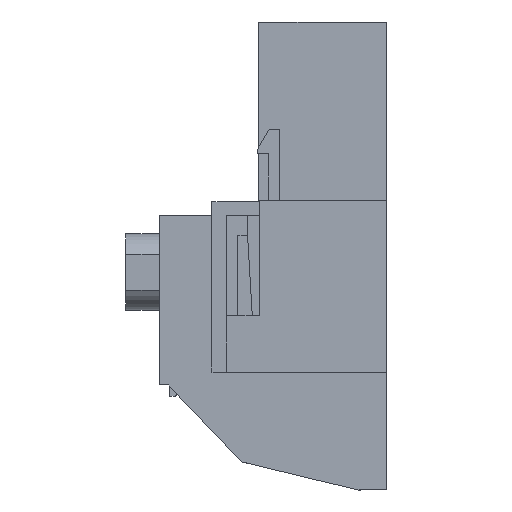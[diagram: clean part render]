
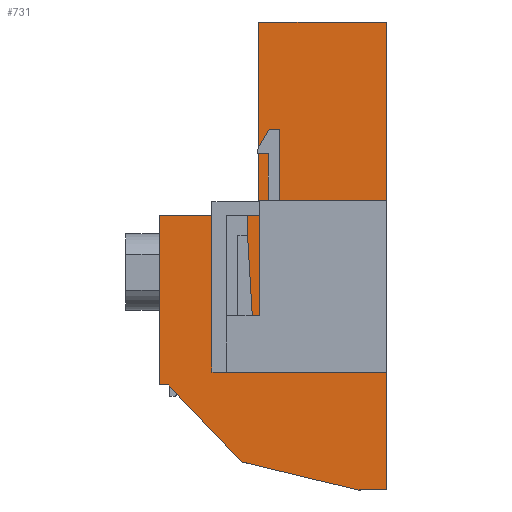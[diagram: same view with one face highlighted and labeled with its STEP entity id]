
A CAD part, left-side view. The second image highlights one B-rep face of the part: STEP entity #731.
In plain terms, the highlighted planar face has unit normal (-1, 0, 0).
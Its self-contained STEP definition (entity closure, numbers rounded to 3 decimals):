
#655=AXIS2_PLACEMENT_3D('Plane Axis2P3D',#652,#653,#654) ;
#180=CARTESIAN_POINT('Vertex',(7.62,0.,0.)) ;
#183=CARTESIAN_POINT('Line Origine',(7.62,1.25,0.)) ;
#187=CARTESIAN_POINT('Vertex',(7.62,2.5,0.)) ;
#316=CARTESIAN_POINT('Line Origine',(7.62,7.675,1.25)) ;
#320=CARTESIAN_POINT('Vertex',(7.62,12.85,2.5)) ;
#458=CARTESIAN_POINT('Vertex',(7.62,0.,41.45)) ;
#461=CARTESIAN_POINT('Line Origine',(7.62,0.,33.55)) ;
#465=CARTESIAN_POINT('Vertex',(7.62,0.,25.65)) ;
#472=CARTESIAN_POINT('Vertex',(7.62,0.,12.13)) ;
#475=CARTESIAN_POINT('Line Origine',(7.62,0.,6.065)) ;
#652=CARTESIAN_POINT('Axis2P3D Location',(7.62,0.,41.45)) ;
#657=CARTESIAN_POINT('Line Origine',(7.62,5.625,12.13)) ;
#661=CARTESIAN_POINT('Vertex',(7.62,11.25,12.13)) ;
#664=CARTESIAN_POINT('Line Origine',(7.62,11.25,18.89)) ;
#668=CARTESIAN_POINT('Vertex',(7.62,11.25,25.65)) ;
#671=CARTESIAN_POINT('Line Origine',(7.62,5.625,25.65)) ;
#676=CARTESIAN_POINT('Line Origine',(7.62,5.65,41.45)) ;
#680=CARTESIAN_POINT('Vertex',(7.62,11.3,41.45)) ;
#683=CARTESIAN_POINT('Line Origine',(7.62,11.3,32.875)) ;
#687=CARTESIAN_POINT('Vertex',(7.62,11.3,24.3)) ;
#690=CARTESIAN_POINT('Line Origine',(7.62,15.7,24.3)) ;
#694=CARTESIAN_POINT('Vertex',(7.62,20.1,24.3)) ;
#697=CARTESIAN_POINT('Line Origine',(7.62,20.1,16.8)) ;
#701=CARTESIAN_POINT('Vertex',(7.62,20.1,9.3)) ;
#704=CARTESIAN_POINT('Line Origine',(7.62,19.7,9.3)) ;
#708=CARTESIAN_POINT('Vertex',(7.62,19.3,9.3)) ;
#711=CARTESIAN_POINT('Line Origine',(7.62,16.075,5.9)) ;
#184=DIRECTION('Vector Direction',(0.,-1.,0.)) ;
#317=DIRECTION('Vector Direction',(0.,-0.972,-0.235)) ;
#462=DIRECTION('Vector Direction',(0.,0.,-1.)) ;
#476=DIRECTION('Vector Direction',(0.,0.,-1.)) ;
#653=DIRECTION('Axis2P3D Direction',(1.,0.,0.)) ;
#654=DIRECTION('Axis2P3D XDirection',(0.,0.,-1.)) ;
#658=DIRECTION('Vector Direction',(0.,-1.,0.)) ;
#665=DIRECTION('Vector Direction',(0.,0.,-1.)) ;
#672=DIRECTION('Vector Direction',(0.,1.,0.)) ;
#677=DIRECTION('Vector Direction',(0.,-1.,0.)) ;
#684=DIRECTION('Vector Direction',(0.,0.,-1.)) ;
#691=DIRECTION('Vector Direction',(0.,-1.,0.)) ;
#698=DIRECTION('Vector Direction',(0.,0.,-1.)) ;
#705=DIRECTION('Vector Direction',(0.,-1.,0.)) ;
#712=DIRECTION('Vector Direction',(0.,-0.688,-0.726)) ;
#185=VECTOR('Line Direction',#184,1.) ;
#318=VECTOR('Line Direction',#317,1.) ;
#463=VECTOR('Line Direction',#462,1.) ;
#477=VECTOR('Line Direction',#476,1.) ;
#659=VECTOR('Line Direction',#658,1.) ;
#666=VECTOR('Line Direction',#665,1.) ;
#673=VECTOR('Line Direction',#672,1.) ;
#678=VECTOR('Line Direction',#677,1.) ;
#685=VECTOR('Line Direction',#684,1.) ;
#692=VECTOR('Line Direction',#691,1.) ;
#699=VECTOR('Line Direction',#698,1.) ;
#706=VECTOR('Line Direction',#705,1.) ;
#713=VECTOR('Line Direction',#712,1.) ;
#717=ORIENTED_EDGE('',*,*,#663,.F.) ;
#718=ORIENTED_EDGE('',*,*,#670,.F.) ;
#719=ORIENTED_EDGE('',*,*,#675,.F.) ;
#720=ORIENTED_EDGE('',*,*,#467,.F.) ;
#721=ORIENTED_EDGE('',*,*,#682,.F.) ;
#722=ORIENTED_EDGE('',*,*,#689,.T.) ;
#723=ORIENTED_EDGE('',*,*,#696,.F.) ;
#724=ORIENTED_EDGE('',*,*,#703,.F.) ;
#725=ORIENTED_EDGE('',*,*,#710,.F.) ;
#726=ORIENTED_EDGE('',*,*,#715,.F.) ;
#727=ORIENTED_EDGE('',*,*,#322,.F.) ;
#728=ORIENTED_EDGE('',*,*,#189,.F.) ;
#729=ORIENTED_EDGE('',*,*,#479,.F.) ;
#731=ADVANCED_FACE('HOUSING',(#730),#656,.F.) ;
#189=EDGE_CURVE('',#181,#188,#186,.F.) ;
#322=EDGE_CURVE('',#188,#321,#319,.F.) ;
#467=EDGE_CURVE('',#459,#466,#464,.T.) ;
#479=EDGE_CURVE('',#473,#181,#478,.T.) ;
#663=EDGE_CURVE('',#662,#473,#660,.T.) ;
#670=EDGE_CURVE('',#669,#662,#667,.T.) ;
#675=EDGE_CURVE('',#466,#669,#674,.T.) ;
#682=EDGE_CURVE('',#681,#459,#679,.T.) ;
#689=EDGE_CURVE('',#681,#688,#686,.T.) ;
#696=EDGE_CURVE('',#695,#688,#693,.T.) ;
#703=EDGE_CURVE('',#702,#695,#700,.F.) ;
#710=EDGE_CURVE('',#709,#702,#707,.F.) ;
#715=EDGE_CURVE('',#321,#709,#714,.F.) ;
#716=EDGE_LOOP('',(#717,#718,#719,#720,#721,#722,#723,#724,#725,#726,#727,#728,#729)) ;
#730=FACE_OUTER_BOUND('',#716,.T.) ;
#186=LINE('Line',#183,#185) ;
#319=LINE('Line',#316,#318) ;
#464=LINE('Line',#461,#463) ;
#478=LINE('Line',#475,#477) ;
#660=LINE('Line',#657,#659) ;
#667=LINE('Line',#664,#666) ;
#674=LINE('Line',#671,#673) ;
#679=LINE('Line',#676,#678) ;
#686=LINE('Line',#683,#685) ;
#693=LINE('Line',#690,#692) ;
#700=LINE('Line',#697,#699) ;
#707=LINE('Line',#704,#706) ;
#714=LINE('Line',#711,#713) ;
#656=PLANE('',#655) ;
#181=VERTEX_POINT('',#180) ;
#188=VERTEX_POINT('',#187) ;
#321=VERTEX_POINT('',#320) ;
#459=VERTEX_POINT('',#458) ;
#466=VERTEX_POINT('',#465) ;
#473=VERTEX_POINT('',#472) ;
#662=VERTEX_POINT('',#661) ;
#669=VERTEX_POINT('',#668) ;
#681=VERTEX_POINT('',#680) ;
#688=VERTEX_POINT('',#687) ;
#695=VERTEX_POINT('',#694) ;
#702=VERTEX_POINT('',#701) ;
#709=VERTEX_POINT('',#708) ;
